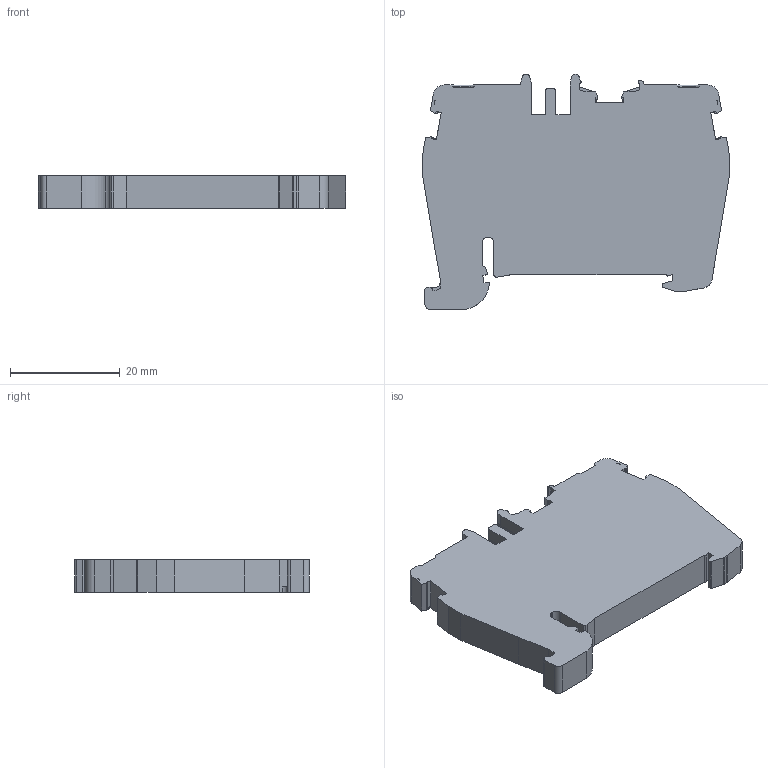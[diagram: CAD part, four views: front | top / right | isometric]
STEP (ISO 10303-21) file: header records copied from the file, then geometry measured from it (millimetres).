
FILE_DESCRIPTION (( 'STEP AP214' ), '1' );
FILE_NAME ('307113_PYK 4_Yellow.STP', '2013-11-12T14:50:21', ( 'arge' ), ( 'Microsoft' ), 'SwSTEP 2.0', 'SolidWorks 2013', '' );
FILE_SCHEMA (( 'AUTOMOTIVE_DESIGN' ));
Length unit declared in the file: millimetre
Products named in the file (1): 307113_PYK 4_Yellow
Bounding box: 55.92 x 42.76 x 6 mm (x, y, z)
Volume: 11034.3 mm3; surface area: 5269.6 mm2
Topology: 1 solids, 1 shells, 260 faces, 750 edges, 496 vertices
Faces by surface type: plane 165, cylinder 87, cone 6, bspline 2
Entity records: 8629 total; most frequent: CARTESIAN_POINT 1684, ORIENTED_EDGE 1500, DIRECTION 1402, EDGE_CURVE 750, VECTOR 542, LINE 542, VERTEX_POINT 496, AXIS2_PLACEMENT_3D 430
